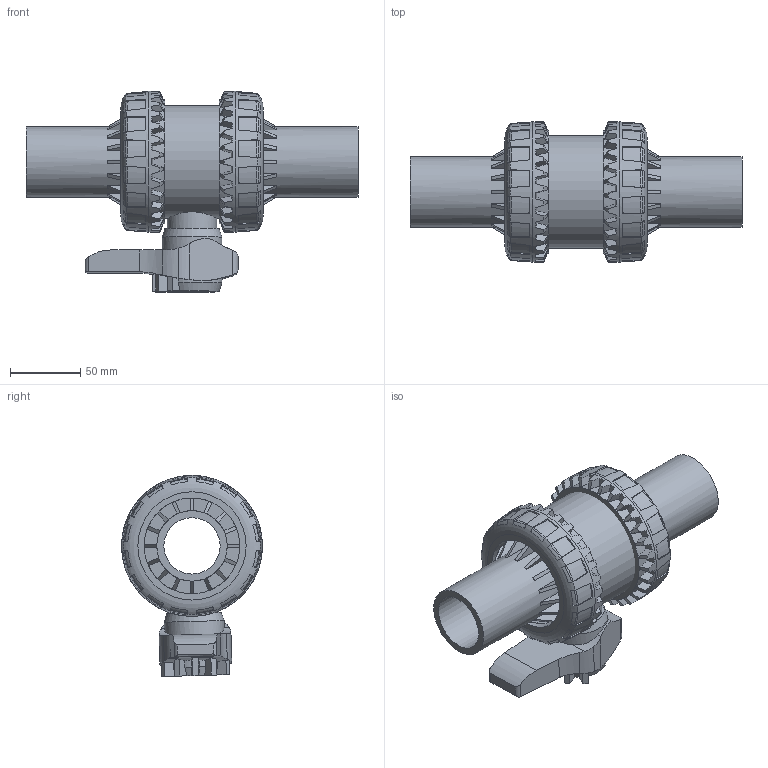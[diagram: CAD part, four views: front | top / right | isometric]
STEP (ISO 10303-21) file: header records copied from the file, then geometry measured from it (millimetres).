
FILE_DESCRIPTION(/* description */ (''),/* implementation_level */ '2;1');
FILE_NAME(/* name */ 'VEEBEV050E.iam.stp',/* time_stamp */ '2013-10-01T10:30:21+02:00',/* author */ ('bfaro'),/* organization */ (''),/* preprocessor_version */ 'ST-DEVELOPER v15.2',/* originating_system */ 'Autodesk Inventor 2014',/* authorisation */ '');
FILE_SCHEMA (('AUTOMOTIVE_DESIGN { 1 0 10303 214 3 1 1 }'));
Length unit declared in the file: millimetre
Products named in the file (6): CVDE11050; HSVEE050; Piastrina 50; corpo valvola VEE 50; NTVXE050V; VEEBEV050E
Bounding box: 235.6 x 100 x 142.72 mm (x, y, z)
Volume: 652733.3 mm3; surface area: 170131.3 mm2
Topology: 7 solids, 7 shells, 706 faces, 2038 edges, 1358 vertices
Faces by surface type: plane 414, cone 160, torus 68, cylinder 64
Full cylindrical faces by diameter (mm): 30.2 x2, 35 x1, 40 x2, 42.546 x1, 50 x3, 68 x2, 74 x2, 78.2 x2, 80 x1
Entity records: 14136 total; most frequent: CARTESIAN_POINT 3637, ORIENTED_EDGE 2314, DIRECTION 2158, EDGE_CURVE 1157, AXIS2_PLACEMENT_3D 900, VERTEX_POINT 780, EDGE_LOOP 447, ADVANCED_FACE 414
